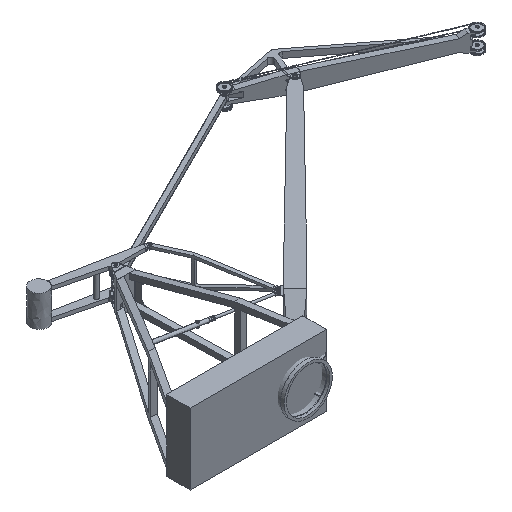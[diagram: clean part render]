
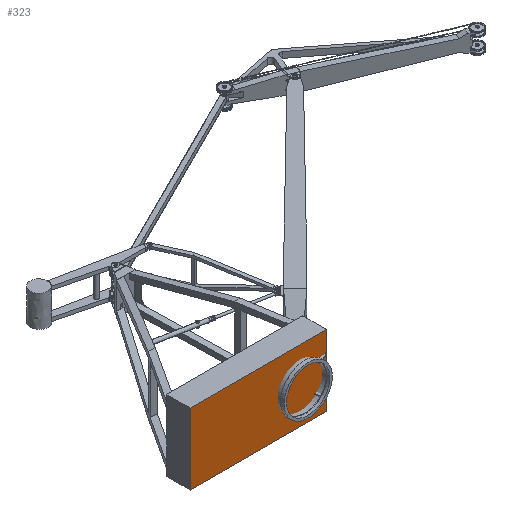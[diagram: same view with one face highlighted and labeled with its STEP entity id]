
A CAD part, isometric view. The second image highlights one B-rep face of the part: STEP entity #323.
In plain terms, the highlighted free-form (B-spline) face has degree [1, 1] with [2, 2] control points.
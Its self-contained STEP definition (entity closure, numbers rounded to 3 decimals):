
#273 = VERTEX_POINT('',#274);
#274 = CARTESIAN_POINT('',(420.989,-3052.17,
    -3946.771));
#279 = EDGE_CURVE('',#273,#280,#282,.T.);
#280 = VERTEX_POINT('',#281);
#281 = CARTESIAN_POINT('',(-14734.613,-3052.17,
    -3946.771));
#282 = B_SPLINE_CURVE_WITH_KNOTS('',1,(#283,#284),.UNSPECIFIED.,.F.,.F.,
  (2,2),(0.,11520.),.PIECEWISE_BEZIER_KNOTS.);
#283 = CARTESIAN_POINT('',(420.989,-3052.17,
    -3946.771));
#284 = CARTESIAN_POINT('',(-14734.613,-3052.17,
    -3946.771));
#307 = VERTEX_POINT('',#308);
#308 = CARTESIAN_POINT('',(420.989,-3052.17,
    3946.771));
#313 = EDGE_CURVE('',#273,#307,#314,.T.);
#314 = B_SPLINE_CURVE_WITH_KNOTS('',1,(#315,#316),.UNSPECIFIED.,.F.,.F.,
  (2,2),(0.,6000.),.PIECEWISE_BEZIER_KNOTS.);
#315 = CARTESIAN_POINT('',(420.989,-3052.17,
    -3946.771));
#316 = CARTESIAN_POINT('',(420.989,-3052.17,
    3946.771));
#323 = ADVANCED_FACE('',(#324),#340,.T.);
#324 = FACE_BOUND('',#325,.T.);
#325 = EDGE_LOOP('',(#326,#327,#334,#339));
#326 = ORIENTED_EDGE('',*,*,#313,.T.);
#327 = ORIENTED_EDGE('',*,*,#328,.F.);
#328 = EDGE_CURVE('',#329,#307,#331,.T.);
#329 = VERTEX_POINT('',#330);
#330 = CARTESIAN_POINT('',(-14734.613,-3052.17,
    3946.771));
#331 = B_SPLINE_CURVE_WITH_KNOTS('',1,(#332,#333),.UNSPECIFIED.,.F.,.F.,
  (2,2),(0.,11520.),.PIECEWISE_BEZIER_KNOTS.);
#332 = CARTESIAN_POINT('',(-14734.613,-3052.17,
    3946.771));
#333 = CARTESIAN_POINT('',(420.989,-3052.17,
    3946.771));
#334 = ORIENTED_EDGE('',*,*,#335,.F.);
#335 = EDGE_CURVE('',#280,#329,#336,.T.);
#336 = B_SPLINE_CURVE_WITH_KNOTS('',1,(#337,#338),.UNSPECIFIED.,.F.,.F.,
  (2,2),(0.,6000.),.PIECEWISE_BEZIER_KNOTS.);
#337 = CARTESIAN_POINT('',(-14734.613,-3052.17,
    -3946.771));
#338 = CARTESIAN_POINT('',(-14734.613,-3052.17,
    3946.771));
#339 = ORIENTED_EDGE('',*,*,#279,.F.);
#340 = B_SPLINE_SURFACE_WITH_KNOTS('',1,1,(
    (#341,#342)
    ,(#343,#344
    )),.UNSPECIFIED.,.F.,.F.,.F.,(2,2),(2,2),(0.,11520.),(-3000.,
    3000.),.PIECEWISE_BEZIER_KNOTS.);
#341 = CARTESIAN_POINT('',(-14734.613,-3052.17,
    -3946.771));
#342 = CARTESIAN_POINT('',(-14734.613,-3052.17,
    3946.771));
#343 = CARTESIAN_POINT('',(420.989,-3052.17,
    -3946.771));
#344 = CARTESIAN_POINT('',(420.989,-3052.17,
    3946.771));
